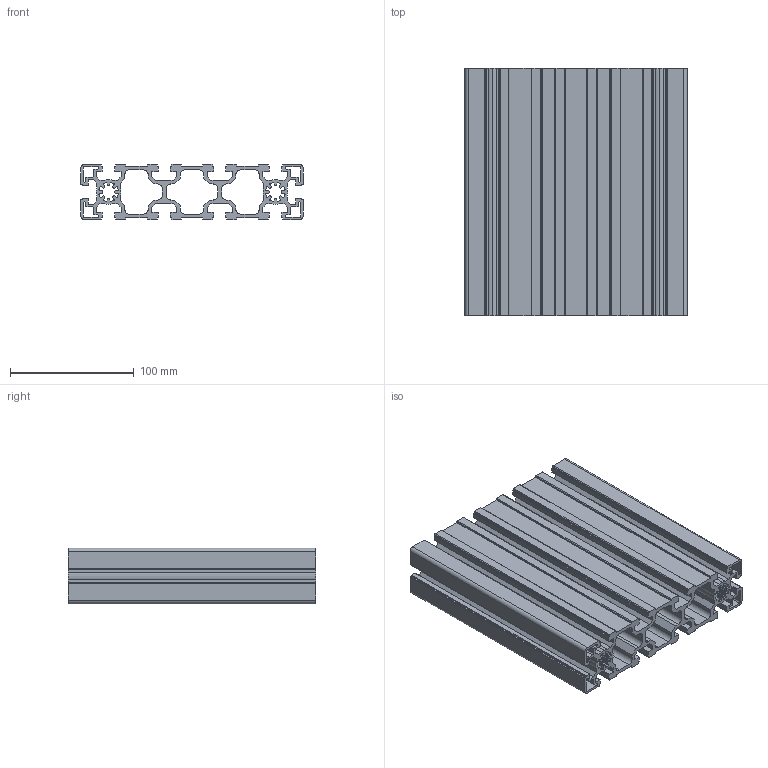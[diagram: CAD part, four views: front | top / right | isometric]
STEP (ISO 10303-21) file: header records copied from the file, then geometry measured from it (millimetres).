
FILE_DESCRIPTION (( 'STEP AP203' ), '1' );
FILE_NAME ('411990335_c_1.STEP', '2022-10-23T06:54:42', ( '' ), ( '' ), 'SwSTEP 2.0', 'SolidWorks 2014', '' );
FILE_SCHEMA (( 'CONFIG_CONTROL_DESIGN' ));
Length unit declared in the file: millimetre
Products named in the file (1): 411990335_c_1
Bounding box: 180 x 200 x 45 mm (x, y, z)
Volume: 515728.8 mm3; surface area: 326050.5 mm2
Topology: 1 solids, 1 shells, 523 faces, 1563 edges, 1042 vertices
Faces by surface type: plane 278, cylinder 245
Entity records: 17820 total; most frequent: CARTESIAN_POINT 3129, ORIENTED_EDGE 3126, DIRECTION 3101, EDGE_CURVE 1563, VECTOR 1073, LINE 1073, VERTEX_POINT 1042, AXIS2_PLACEMENT_3D 1014
